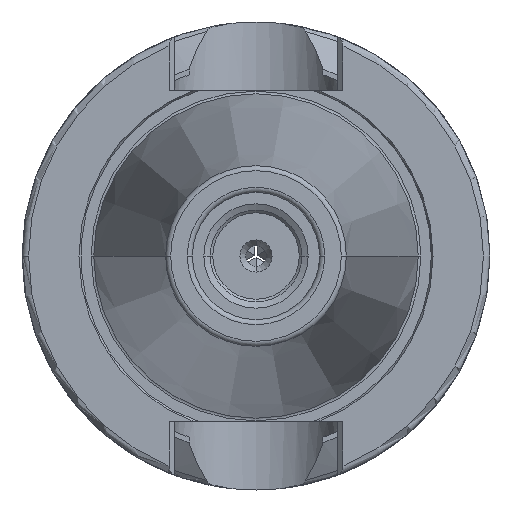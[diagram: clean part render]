
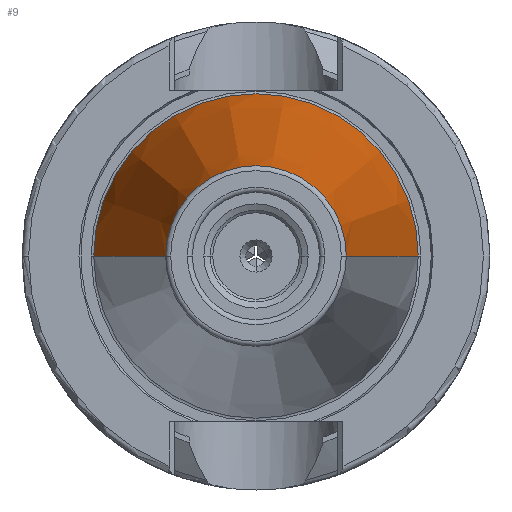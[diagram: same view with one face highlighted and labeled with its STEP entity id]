
A CAD part, front view. The second image highlights one B-rep face of the part: STEP entity #9.
In plain terms, the highlighted conical face has half-angle 8.297 degrees and reference radius 8.879 mm.
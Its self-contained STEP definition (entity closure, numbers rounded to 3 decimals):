
#9 = ADVANCED_FACE ( 'NONE', ( #6126 ), #9514, .T. ) ;
#1159 = DIRECTION ( 'NONE',  ( 0.144, 0.99, 0. ) ) ;
#1759 = LINE ( 'NONE', #19796, #6286 ) ;
#2449 = CIRCLE ( 'NONE', #9954, 15.948 ) ;
#3803 = AXIS2_PLACEMENT_3D ( 'NONE', #19145, #17377, #9071 ) ;
#4174 = LINE ( 'NONE', #8428, #13189 ) ;
#4426 = CARTESIAN_POINT ( 'NONE',  ( 0., 0.428, 0. ) ) ;
#4724 = CARTESIAN_POINT ( 'NONE',  ( 15.948, 48.9, 0. ) ) ;
#6116 = DIRECTION ( 'NONE',  ( -1., 0., 0. ) ) ;
#6126 = FACE_OUTER_BOUND ( 'NONE', #8390, .T. ) ;
#6286 = VECTOR ( 'NONE', #1159, 1000. ) ;
#6467 = VERTEX_POINT ( 'NONE', #7022 ) ;
#6802 = ORIENTED_EDGE ( 'NONE', *, *, #12516, .F. ) ;
#6978 = CIRCLE ( 'NONE', #10929, 8.879 ) ;
#7022 = CARTESIAN_POINT ( 'NONE',  ( 8.879, 0.428, 0. ) ) ;
#7287 = ORIENTED_EDGE ( 'NONE', *, *, #13086, .T. ) ;
#8390 = EDGE_LOOP ( 'NONE', ( #9870, #7287, #18887, #6802 ) ) ;
#8428 = CARTESIAN_POINT ( 'NONE',  ( -8.879, 0.428, 0. ) ) ;
#9071 = DIRECTION ( 'NONE',  ( -1., 0., 0. ) ) ;
#9514 = CONICAL_SURFACE ( 'NONE', #3803, 8.879, 0.145 ) ;
#9870 = ORIENTED_EDGE ( 'NONE', *, *, #20911, .T. ) ;
#9954 = AXIS2_PLACEMENT_3D ( 'NONE', #9964, #21847, #11685 ) ;
#9964 = CARTESIAN_POINT ( 'NONE',  ( 0., 48.9, 0. ) ) ;
#10929 = AXIS2_PLACEMENT_3D ( 'NONE', #4426, #16305, #6116 ) ;
#11685 = DIRECTION ( 'NONE',  ( -1., 0., 0. ) ) ;
#12242 = VERTEX_POINT ( 'NONE', #14571 ) ;
#12516 = EDGE_CURVE ( 'NONE', #21707, #12242, #4174, .T. ) ;
#13086 = EDGE_CURVE ( 'NONE', #6467, #17857, #1759, .T. ) ;
#13189 = VECTOR ( 'NONE', #20369, 1000. ) ;
#14571 = CARTESIAN_POINT ( 'NONE',  ( -15.948, 48.9, 0. ) ) ;
#16305 = DIRECTION ( 'NONE',  ( 0., 1., 0. ) ) ;
#17270 = EDGE_CURVE ( 'NONE', #12242, #17857, #2449, .T. ) ;
#17377 = DIRECTION ( 'NONE',  ( 0., 1., 0. ) ) ;
#17857 = VERTEX_POINT ( 'NONE', #4724 ) ;
#18887 = ORIENTED_EDGE ( 'NONE', *, *, #17270, .F. ) ;
#19145 = CARTESIAN_POINT ( 'NONE',  ( 0., 0.428, 0. ) ) ;
#19796 = CARTESIAN_POINT ( 'NONE',  ( 8.879, 0.428, 0. ) ) ;
#20153 = CARTESIAN_POINT ( 'NONE',  ( -8.879, 0.428, 0. ) ) ;
#20369 = DIRECTION ( 'NONE',  ( -0.144, 0.99, 0. ) ) ;
#20911 = EDGE_CURVE ( 'NONE', #21707, #6467, #6978, .T. ) ;
#21707 = VERTEX_POINT ( 'NONE', #20153 ) ;
#21847 = DIRECTION ( 'NONE',  ( 0., 1., 0. ) ) ;
